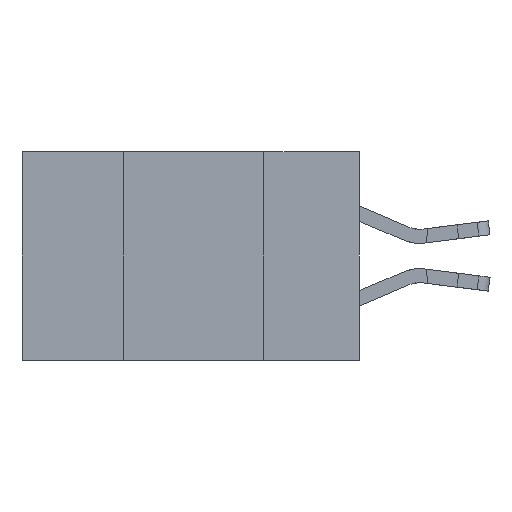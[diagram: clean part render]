
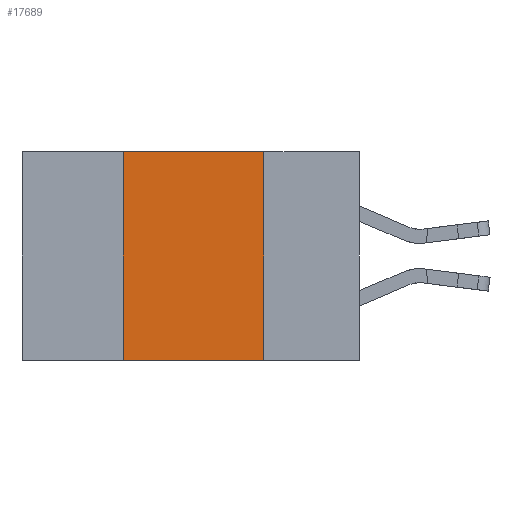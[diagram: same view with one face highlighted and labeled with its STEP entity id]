
A CAD part, left-side view. The second image highlights one B-rep face of the part: STEP entity #17689.
In plain terms, the highlighted planar face has unit normal (-1, 0, 0).
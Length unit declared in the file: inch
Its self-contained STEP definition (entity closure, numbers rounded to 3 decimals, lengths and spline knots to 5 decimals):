
#154 = EDGE_CURVE ( 'NONE', #2249, #13484, #18268, .T. ) ;
#578 = CARTESIAN_POINT ( 'NONE',  ( 0., 0.6, 0. ) ) ;
#1245 = DIRECTION ( 'NONE',  ( 0., -1., 0. ) ) ;
#2050 = ORIENTED_EDGE ( 'NONE', *, *, #154, .F. ) ;
#2194 = DIRECTION ( 'NONE',  ( 0., 0., 1. ) ) ;
#2249 = VERTEX_POINT ( 'NONE', #6305 ) ;
#3328 = VECTOR ( 'NONE', #2194, 39.37008 ) ;
#5560 = CARTESIAN_POINT ( 'NONE',  ( 0., 0.6, -0.37 ) ) ;
#6237 = PLANE ( 'NONE',  #21387 ) ;
#6255 = LINE ( 'NONE', #14527, #20040 ) ;
#6305 = CARTESIAN_POINT ( 'NONE',  ( 0., 0.42, -0.37 ) ) ;
#6417 = ORIENTED_EDGE ( 'NONE', *, *, #6881, .F. ) ;
#6692 = CARTESIAN_POINT ( 'NONE',  ( 0., 0.17, -0.37 ) ) ;
#6881 = EDGE_CURVE ( 'NONE', #13484, #10008, #6255, .T. ) ;
#6893 = LINE ( 'NONE', #5560, #17489 ) ;
#7306 = DIRECTION ( 'NONE',  ( 0., 0., -1. ) ) ;
#7613 = ORIENTED_EDGE ( 'NONE', *, *, #10126, .T. ) ;
#7768 = EDGE_LOOP ( 'NONE', ( #20208, #6417, #2050, #7613 ) ) ;
#8167 = DIRECTION ( 'NONE',  ( 0., 0., -1. ) ) ;
#8590 = FACE_OUTER_BOUND ( 'NONE', #7768, .T. ) ;
#8620 = CARTESIAN_POINT ( 'NONE',  ( 0., 0.42, 0. ) ) ;
#10008 = VERTEX_POINT ( 'NONE', #12737 ) ;
#10126 = EDGE_CURVE ( 'NONE', #2249, #18512, #6893, .T. ) ;
#11058 = CARTESIAN_POINT ( 'NONE',  ( 0., 0.17, 0. ) ) ;
#12737 = CARTESIAN_POINT ( 'NONE',  ( 0., 0.17, 0. ) ) ;
#13484 = VERTEX_POINT ( 'NONE', #8620 ) ;
#14527 = CARTESIAN_POINT ( 'NONE',  ( 0., 0.6, 0. ) ) ;
#14621 = VECTOR ( 'NONE', #7306, 39.37008 ) ;
#15331 = EDGE_CURVE ( 'NONE', #10008, #18512, #20097, .T. ) ;
#17489 = VECTOR ( 'NONE', #18685, 39.37008 ) ;
#17689 = ADVANCED_FACE ( 'NONE', ( #8590 ), #6237, .F. ) ;
#18268 = LINE ( 'NONE', #22770, #3328 ) ;
#18512 = VERTEX_POINT ( 'NONE', #6692 ) ;
#18685 = DIRECTION ( 'NONE',  ( 0., -1., 0. ) ) ;
#19346 = DIRECTION ( 'NONE',  ( 1., 0., 0. ) ) ;
#20040 = VECTOR ( 'NONE', #1245, 39.37008 ) ;
#20097 = LINE ( 'NONE', #11058, #14621 ) ;
#20208 = ORIENTED_EDGE ( 'NONE', *, *, #15331, .F. ) ;
#21387 = AXIS2_PLACEMENT_3D ( 'NONE', #578, #19346, #8167 ) ;
#22770 = CARTESIAN_POINT ( 'NONE',  ( 0., 0.42, 0. ) ) ;
